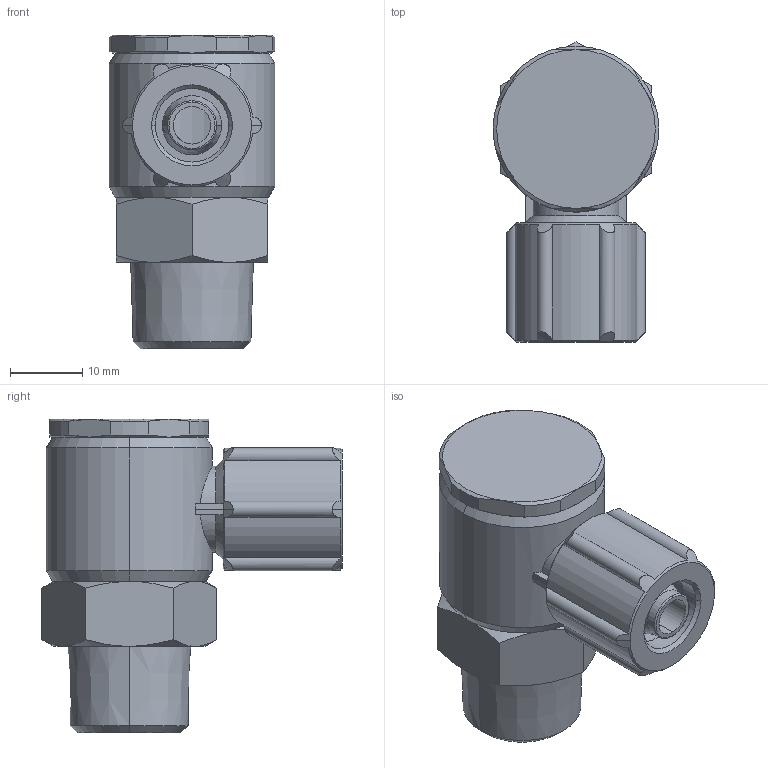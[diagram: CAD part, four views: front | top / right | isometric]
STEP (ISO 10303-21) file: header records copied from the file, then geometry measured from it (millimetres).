
FILE_DESCRIPTION((''),'2;1');
FILE_NAME('THL1003D1-mdt.stp','2017-07-21T13:21:52',(''),(''),'Mechanical Desktop 2009','Mechanical Desktop 2009',', , ');
FILE_SCHEMA(('CONFIG_CONTROL_DESIGN'));
Length unit declared in the file: millimetre
Products named in the file (4): THL1003D1-MDTA; THL1003D1-MDT; TH; R03
Assembly tree (4 placements, depth 3):
  THL1003D1-MDTA
    THL1003D1-MDT
    TH
      R03  x2
Bounding box: 23 x 41.62 x 43.5 mm (x, y, z)
Volume: 12568.6 mm3; surface area: 9853.7 mm2
Topology: 1 solids, 2 shells, 166 faces, 393 edges, 243 vertices
Faces by surface type: cylinder 62, cone 62, plane 34, torus 6, bspline 2
Entity records: 5613 total; most frequent: CARTESIAN_POINT 1716, DIRECTION 824, ORIENTED_EDGE 786, EDGE_CURVE 393, AXIS2_PLACEMENT_3D 351, VERTEX_POINT 243, EDGE_LOOP 186, CIRCLE 182
